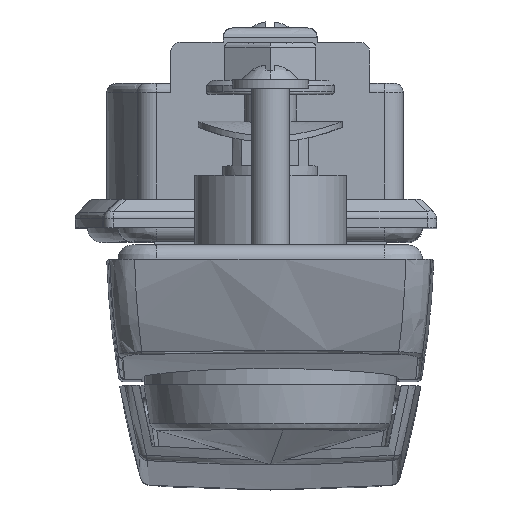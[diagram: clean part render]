
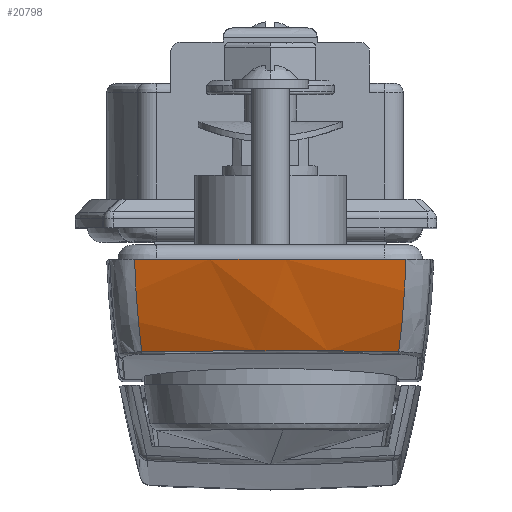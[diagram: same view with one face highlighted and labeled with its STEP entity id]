
A CAD part, top view. The second image highlights one B-rep face of the part: STEP entity #20798.
In plain terms, the highlighted free-form (B-spline) face has degree [2, 2] with [3, 3] control points.
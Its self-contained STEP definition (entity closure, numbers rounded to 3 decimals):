
#17028=CARTESIAN_POINT('',(-9.743,-13.518,26.304));
#17029=VERTEX_POINT('',#17028);
#17382=CARTESIAN_POINT('',(-9.743,13.518,26.304));
#17383=VERTEX_POINT('',#17382);
#17415=CARTESIAN_POINT('',(-9.743,13.518,26.304));
#17416=CARTESIAN_POINT('',(-9.696,11.275,26.602));
#17417=CARTESIAN_POINT('',(-9.661,9.027,26.827));
#17418=CARTESIAN_POINT('',(-9.613,4.521,27.126));
#17419=CARTESIAN_POINT('',(-9.601,2.263,27.201));
#17420=CARTESIAN_POINT('',(-9.601,-1.131,27.201));
#17421=CARTESIAN_POINT('',(-9.604,-2.261,27.182));
#17422=CARTESIAN_POINT('',(-9.616,-4.52,27.107));
#17423=CARTESIAN_POINT('',(-9.625,-5.647,27.051));
#17424=CARTESIAN_POINT('',(-9.661,-9.027,26.827));
#17425=CARTESIAN_POINT('',(-9.696,-11.275,26.602));
#17426=CARTESIAN_POINT('',(-9.743,-13.518,26.304));
#17427=B_SPLINE_CURVE_WITH_KNOTS('',3,(#17415,#17416,#17417,#17418,#17419,#17420,#17421,#17422,#17423,#17424,#17425,#17426),.UNSPECIFIED.,.F.,.U.,(4,2,2,2,2,4),(0.0,0.25,0.5,0.625,0.75,1.0),.UNSPECIFIED.);
#17428=EDGE_CURVE('',#17383,#17029,#17427,.T.);
#18655=CARTESIAN_POINT('',(0.,-14.277,29.439));
#18656=VERTEX_POINT('',#18655);
#18657=CARTESIAN_POINT('',(-9.743,-13.518,26.304));
#18658=CARTESIAN_POINT('',(-9.362,-13.565,26.497));
#18659=CARTESIAN_POINT('',(-8.977,-13.611,26.683));
#18660=CARTESIAN_POINT('',(-8.2,-13.7,27.039));
#18661=CARTESIAN_POINT('',(-7.417,-13.785,27.379));
#18662=CARTESIAN_POINT('',(-6.62,-13.862,27.689));
#18663=CARTESIAN_POINT('',(-5.815,-13.936,27.983));
#18664=CARTESIAN_POINT('',(-5.41,-13.97,28.123));
#18665=CARTESIAN_POINT('',(-4.188,-14.067,28.516));
#18666=CARTESIAN_POINT('',(-3.362,-14.122,28.746));
#18667=CARTESIAN_POINT('',(-2.109,-14.191,29.043));
#18668=CARTESIAN_POINT('',(-1.69,-14.212,29.134));
#18669=CARTESIAN_POINT('',(-1.058,-14.239,29.258));
#18670=CARTESIAN_POINT('',(-0.847,-14.247,29.297));
#18671=CARTESIAN_POINT('',(-0.424,-14.263,29.371));
#18672=CARTESIAN_POINT('',(-0.212,-14.27,29.406));
#18673=CARTESIAN_POINT('',(0.,-14.277,29.439));
#18674=B_SPLINE_CURVE_WITH_KNOTS('',3,(#18657,#18658,#18659,#18660,#18661,#18662,#18663,#18664,#18665,#18666,#18667,#18668,#18669,#18670,#18671,#18672,#18673),.UNSPECIFIED.,.F.,.U.,(4,2,1,2,2,2,2,2,4),(0.0,0.125,0.25,0.375,0.5,0.75,0.875,0.938,1.0),.UNSPECIFIED.);
#18675=EDGE_CURVE('',#17029,#18656,#18674,.T.);
#18854=CARTESIAN_POINT('',(0.,14.277,29.439));
#18855=VERTEX_POINT('',#18854);
#18856=CARTESIAN_POINT('',(0.,14.277,29.439));
#18857=CARTESIAN_POINT('',(-0.212,14.27,29.406));
#18858=CARTESIAN_POINT('',(-0.424,14.263,29.371));
#18859=CARTESIAN_POINT('',(-0.847,14.247,29.297));
#18860=CARTESIAN_POINT('',(-1.48,14.222,29.179));
#18861=CARTESIAN_POINT('',(-2.528,14.171,28.952));
#18862=CARTESIAN_POINT('',(-3.358,14.12,28.738));
#18863=CARTESIAN_POINT('',(-4.184,14.065,28.508));
#18864=CARTESIAN_POINT('',(-4.595,14.035,28.385));
#18865=CARTESIAN_POINT('',(-5.818,13.938,27.991));
#18866=CARTESIAN_POINT('',(-6.621,13.865,27.698));
#18867=CARTESIAN_POINT('',(-8.204,13.702,27.046));
#18868=CARTESIAN_POINT('',(-8.981,13.613,26.69));
#18869=CARTESIAN_POINT('',(-9.743,13.518,26.304));
#18870=B_SPLINE_CURVE_WITH_KNOTS('',3,(#18856,#18857,#18858,#18859,#18860,#18861,#18862,#18863,#18864,#18865,#18866,#18867,#18868,#18869),.UNSPECIFIED.,.F.,.U.,(4,2,1,1,2,2,2,4),(0.0,0.063,0.125,0.25,0.375,0.5,0.75,1.0),.UNSPECIFIED.);
#18871=EDGE_CURVE('',#18855,#17383,#18870,.T.);
#20763=CARTESIAN_POINT('',(0.506,-15.701,29.328));
#20764=CARTESIAN_POINT('',(0.506,0.,31.501));
#20765=CARTESIAN_POINT('',(0.506,15.701,29.328));
#20766=CARTESIAN_POINT('',(-5.159,-15.591,28.532));
#20767=CARTESIAN_POINT('',(-5.159,0.,30.69));
#20768=CARTESIAN_POINT('',(-5.159,15.591,28.532));
#20769=CARTESIAN_POINT('',(-10.195,-15.218,25.84));
#20770=CARTESIAN_POINT('',(-10.195,0.,27.947));
#20771=CARTESIAN_POINT('',(-10.195,15.218,25.84));
#20779=(BOUNDED_SURFACE()B_SPLINE_SURFACE(2,2,((#20763,#20766,#20769),(#20764,#20767,#20770),(#20765,#20768,#20771)),.UNSPECIFIED.,.F.,.F.,.U.)B_SPLINE_SURFACE_WITH_KNOTS((3,3),(3,3),(0.0,31.551),(0.0,11.354),.UNSPECIFIED.)GEOMETRIC_REPRESENTATION_ITEM()RATIONAL_B_SPLINE_SURFACE(((0.917,0.902,0.916),(0.908,0.894,0.908),(0.917,0.902,0.916)))REPRESENTATION_ITEM('')SURFACE());
#20780=ORIENTED_EDGE('',*,*,#18871,.T.);
#20781=ORIENTED_EDGE('',*,*,#17428,.T.);
#20782=ORIENTED_EDGE('',*,*,#18675,.T.);
#20783=CARTESIAN_POINT('',(0.,-14.277,29.439));
#20784=CARTESIAN_POINT('',(0.,0.,31.235));
#20785=CARTESIAN_POINT('',(0.,14.277,29.439));
#20793=(BOUNDED_CURVE()B_SPLINE_CURVE(2,(#20783,#20784,#20785),.UNSPECIFIED.,.F.,.U.)CURVE()GEOMETRIC_REPRESENTATION_ITEM()QUASI_UNIFORM_CURVE()RATIONAL_B_SPLINE_CURVE((1.0,0.992,1.0))REPRESENTATION_ITEM(''));
#20794=EDGE_CURVE('',#18656,#18855,#20793,.T.);
#20795=ORIENTED_EDGE('',*,*,#20794,.T.);
#20796=EDGE_LOOP('',(#20780,#20781,#20782,#20795));
#20797=FACE_OUTER_BOUND('',#20796,.T.);
#20798=ADVANCED_FACE('',(#20797),#20779,.T.);
